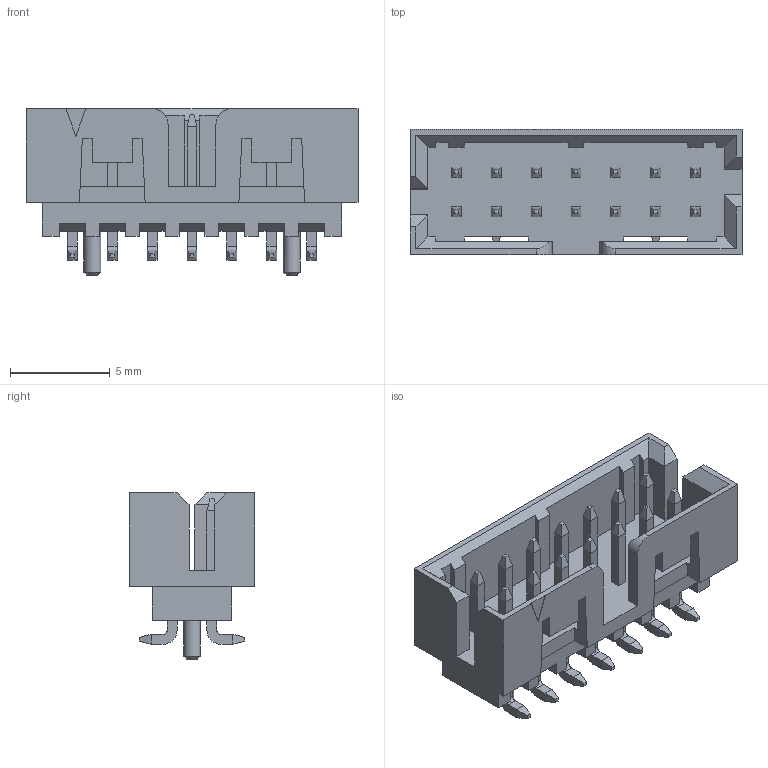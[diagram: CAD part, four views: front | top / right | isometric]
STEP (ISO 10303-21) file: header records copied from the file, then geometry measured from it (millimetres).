
FILE_DESCRIPTION(/* description */ (''),/* implementation_level */ '2;1');
FILE_NAME(/* name */ 'MOLEX_87832-1420.stp',/* time_stamp */ '2016-07-06T14:19:53+02:00',/* author */ ('riccim'),/* organization */ ('SolidWorks'),/* preprocessor_version */ 'ST-DEVELOPER v15.5',/* originating_system */ 'AutoCAD Mechanical',/* authorisation */ ' ');
FILE_SCHEMA (('AUTOMOTIVE_DESIGN { 1 0 10303 214 3 1 1 }'));
Length unit declared in the file: millimetre
Products named in the file (1): Product
Bounding box: 16.65 x 6.3 x 8.35 mm (x, y, z)
Volume: 287.6 mm3; surface area: 804.1 mm2
Topology: 29 solids, 29 shells, 489 faces, 1181 edges, 747 vertices
Faces by surface type: plane 455, cylinder 32, cone 2
Full cylindrical faces by diameter (mm): 0.85 x2
Entity records: 13840 total; most frequent: CARTESIAN_POINT 2408, ORIENTED_EDGE 2348, DIRECTION 2228, EDGE_CURVE 1174, LINE 1100, VECTOR 1100, VERTEX_POINT 744, AXIS2_PLACEMENT_3D 564
